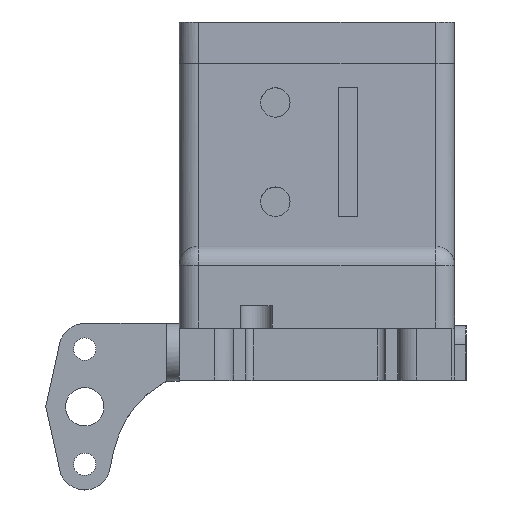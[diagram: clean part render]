
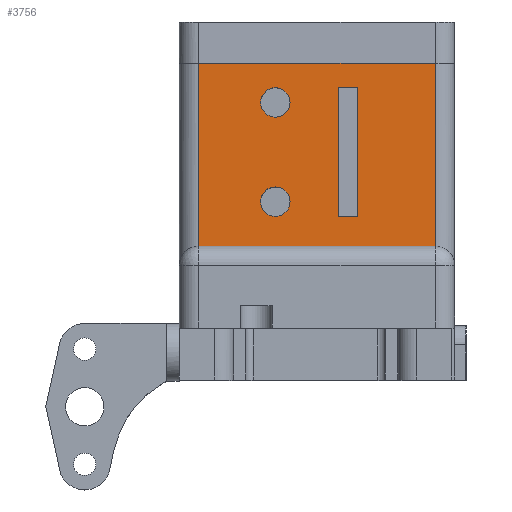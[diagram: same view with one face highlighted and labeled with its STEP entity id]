
A CAD part, top view. The second image highlights one B-rep face of the part: STEP entity #3756.
In plain terms, the highlighted planar face has unit normal (0, 0.002, 1).
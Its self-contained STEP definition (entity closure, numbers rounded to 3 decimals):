
#47=FACE_BOUND('',#608,.T.);
#48=FACE_BOUND('',#609,.T.);
#49=FACE_BOUND('',#610,.T.);
#180=CIRCLE('',#4051,2.3);
#181=CIRCLE('',#4052,2.3);
#388=FACE_OUTER_BOUND('',#607,.T.);
#607=EDGE_LOOP('',(#2849,#2850,#2851,#2852));
#608=EDGE_LOOP('',(#2853));
#609=EDGE_LOOP('',(#2854));
#610=EDGE_LOOP('',(#2855,#2856,#2857,#2858));
#924=LINE('',#5842,#1308);
#928=LINE('',#5852,#1312);
#931=LINE('',#5869,#1315);
#932=LINE('',#5870,#1316);
#933=LINE('',#5877,#1317);
#934=LINE('',#5879,#1318);
#935=LINE('',#5881,#1319);
#936=LINE('',#5882,#1320);
#1308=VECTOR('',#4677,10.);
#1312=VECTOR('',#4691,10.);
#1315=VECTOR('',#4714,10.);
#1316=VECTOR('',#4715,10.);
#1317=VECTOR('',#4720,10.);
#1318=VECTOR('',#4721,10.);
#1319=VECTOR('',#4722,10.);
#1320=VECTOR('',#4723,10.);
#1710=VERTEX_POINT('',#5827);
#1713=VERTEX_POINT('',#5837);
#1714=VERTEX_POINT('',#5841);
#1715=VERTEX_POINT('',#5850);
#1720=VERTEX_POINT('',#5871);
#1721=VERTEX_POINT('',#5873);
#1722=VERTEX_POINT('',#5875);
#1723=VERTEX_POINT('',#5876);
#1724=VERTEX_POINT('',#5878);
#1725=VERTEX_POINT('',#5880);
#2138=EDGE_CURVE('',#1713,#1714,#924,.T.);
#2144=EDGE_CURVE('',#1715,#1710,#928,.T.);
#2151=EDGE_CURVE('',#1714,#1715,#931,.T.);
#2152=EDGE_CURVE('',#1710,#1713,#932,.T.);
#2153=EDGE_CURVE('',#1720,#1720,#180,.T.);
#2154=EDGE_CURVE('',#1721,#1721,#181,.T.);
#2155=EDGE_CURVE('',#1722,#1723,#933,.T.);
#2156=EDGE_CURVE('',#1723,#1724,#934,.T.);
#2157=EDGE_CURVE('',#1724,#1725,#935,.T.);
#2158=EDGE_CURVE('',#1725,#1722,#936,.T.);
#2849=ORIENTED_EDGE('',*,*,#2144,.F.);
#2850=ORIENTED_EDGE('',*,*,#2151,.F.);
#2851=ORIENTED_EDGE('',*,*,#2138,.F.);
#2852=ORIENTED_EDGE('',*,*,#2152,.F.);
#2853=ORIENTED_EDGE('',*,*,#2153,.T.);
#2854=ORIENTED_EDGE('',*,*,#2154,.T.);
#2855=ORIENTED_EDGE('',*,*,#2155,.T.);
#2856=ORIENTED_EDGE('',*,*,#2156,.T.);
#2857=ORIENTED_EDGE('',*,*,#2157,.T.);
#2858=ORIENTED_EDGE('',*,*,#2158,.T.);
#3615=PLANE('',#4050);
#3756=ADVANCED_FACE('',(#388,#47,#48,#49),#3615,.T.);
#4050=AXIS2_PLACEMENT_3D('',#5868,#4712,#4713);
#4051=AXIS2_PLACEMENT_3D('',#5872,#4716,#4717);
#4052=AXIS2_PLACEMENT_3D('',#5874,#4718,#4719);
#4677=DIRECTION('',(0.,1.,-0.002));
#4691=DIRECTION('',(0.,-1.,0.002));
#4712=DIRECTION('center_axis',(0.,0.002,1.));
#4713=DIRECTION('ref_axis',(0.,-1.,0.002));
#4714=DIRECTION('',(1.,0.,0.));
#4715=DIRECTION('',(-1.,0.,0.));
#4716=DIRECTION('center_axis',(0.,-0.002,-1.));
#4717=DIRECTION('ref_axis',(-1.,0.,0.));
#4718=DIRECTION('center_axis',(0.,-0.002,-1.));
#4719=DIRECTION('ref_axis',(-1.,0.,0.));
#4720=DIRECTION('',(0.,1.,-0.002));
#4721=DIRECTION('',(1.,0.,0.));
#4722=DIRECTION('',(0.,-1.,0.002));
#4723=DIRECTION('',(-1.,0.,0.));
#5827=CARTESIAN_POINT('',(1.419,9.347,26.053));
#5837=CARTESIAN_POINT('',(-35.581,9.347,26.053));
#5841=CARTESIAN_POINT('',(-35.581,38.,26.));
#5842=CARTESIAN_POINT('',(-35.581,26.745,26.021));
#5850=CARTESIAN_POINT('',(1.419,38.,26.));
#5852=CARTESIAN_POINT('',(1.419,25.499,26.023));
#5868=CARTESIAN_POINT('Origin',(-17.35,38.002,26.));
#5869=CARTESIAN_POINT('',(4.,38.,26.));
#5870=CARTESIAN_POINT('',(-17.35,9.347,26.053));
#5871=CARTESIAN_POINT('',(-21.281,31.847,26.011));
#5872=CARTESIAN_POINT('Origin',(-23.581,31.847,26.011));
#5873=CARTESIAN_POINT('',(-21.281,16.347,26.04));
#5874=CARTESIAN_POINT('Origin',(-23.581,16.347,26.04));
#5875=CARTESIAN_POINT('',(-13.723,14.047,26.044));
#5876=CARTESIAN_POINT('',(-13.723,34.147,26.007));
#5877=CARTESIAN_POINT('',(-13.723,26.024,26.022));
#5878=CARTESIAN_POINT('',(-10.681,34.147,26.007));
#5879=CARTESIAN_POINT('',(-15.537,34.147,26.007));
#5880=CARTESIAN_POINT('',(-10.681,14.047,26.044));
#5881=CARTESIAN_POINT('',(-10.681,36.074,26.004));
#5882=CARTESIAN_POINT('',(-14.015,14.047,26.044));
